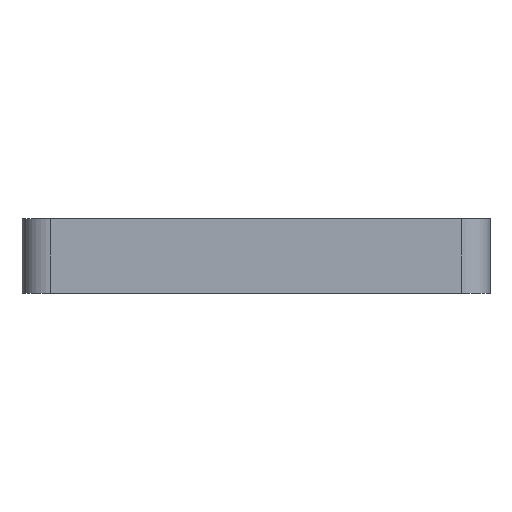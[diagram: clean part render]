
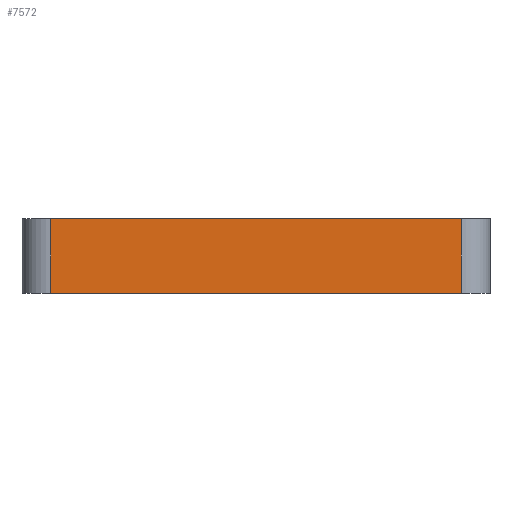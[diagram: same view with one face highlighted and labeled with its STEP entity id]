
A CAD part, left-side view. The second image highlights one B-rep face of the part: STEP entity #7572.
In plain terms, the highlighted planar face has unit normal (-1, 0, 0).
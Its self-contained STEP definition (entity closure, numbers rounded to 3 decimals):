
#239=PLANE('',#7769);
#639=FACE_OUTER_BOUND('',#1077,.T.);
#1077=EDGE_LOOP('',(#6840,#6841,#6842,#6843));
#1670=LINE('',#15178,#2272);
#1692=LINE('',#15273,#2294);
#1693=LINE('',#15276,#2295);
#1694=LINE('',#15277,#2296);
#2272=VECTOR('',#8652,10.);
#2294=VECTOR('',#8716,10.);
#2295=VECTOR('',#8719,10.);
#2296=VECTOR('',#8720,10.);
#3515=VERTEX_POINT('',#15175);
#3516=VERTEX_POINT('',#15177);
#3538=VERTEX_POINT('',#15271);
#3539=VERTEX_POINT('',#15275);
#4617=EDGE_CURVE('',#3515,#3516,#1670,.T.);
#4651=EDGE_CURVE('',#3538,#3515,#1692,.T.);
#4652=EDGE_CURVE('',#3538,#3539,#1693,.T.);
#4653=EDGE_CURVE('',#3516,#3539,#1694,.T.);
#6840=ORIENTED_EDGE('',*,*,#4651,.F.);
#6841=ORIENTED_EDGE('',*,*,#4652,.T.);
#6842=ORIENTED_EDGE('',*,*,#4653,.F.);
#6843=ORIENTED_EDGE('',*,*,#4617,.F.);
#7572=ADVANCED_FACE('',(#639),#239,.T.);
#7769=AXIS2_PLACEMENT_3D('',#15274,#8717,#8718);
#8652=DIRECTION('',(0.,-1.,0.));
#8716=DIRECTION('',(0.,0.,1.));
#8717=DIRECTION('center_axis',(-1.,0.,0.));
#8718=DIRECTION('ref_axis',(0.,-1.,0.));
#8719=DIRECTION('',(0.,-1.,0.));
#8720=DIRECTION('',(0.,0.,-1.));
#15175=CARTESIAN_POINT('',(-9.5,67.394,13.));
#15177=CARTESIAN_POINT('',(-9.5,-4.5,13.));
#15178=CARTESIAN_POINT('',(-9.5,72.394,13.));
#15271=CARTESIAN_POINT('',(-9.5,67.394,0.));
#15273=CARTESIAN_POINT('',(-9.5,67.394,0.));
#15274=CARTESIAN_POINT('Origin',(-9.5,72.394,0.));
#15275=CARTESIAN_POINT('',(-9.5,-4.5,0.));
#15276=CARTESIAN_POINT('',(-9.5,72.394,0.));
#15277=CARTESIAN_POINT('',(-9.5,-4.5,0.));
